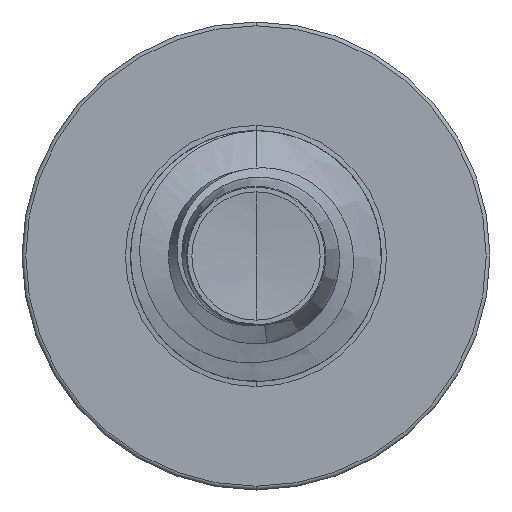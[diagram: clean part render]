
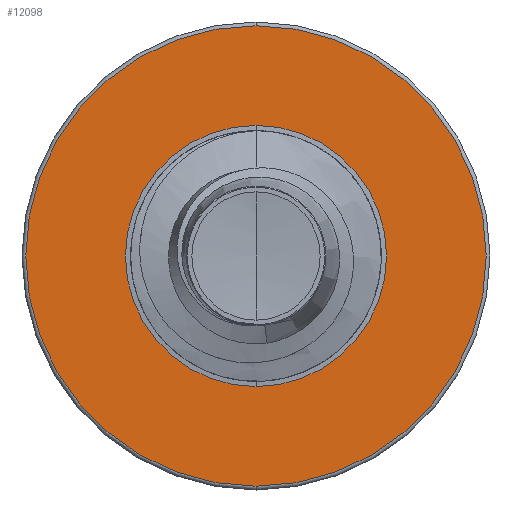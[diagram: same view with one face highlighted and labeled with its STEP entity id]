
A CAD part, front view. The second image highlights one B-rep face of the part: STEP entity #12098.
In plain terms, the highlighted planar face has unit normal (0, -1, 0).
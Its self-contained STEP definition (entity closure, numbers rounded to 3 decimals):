
#19 = EDGE_CURVE ( 'NONE', #12296, #7247, #8043, .T. ) ;
#149 = DIRECTION ( 'NONE',  ( 0., 1., 0. ) ) ;
#744 = EDGE_CURVE ( 'NONE', #13351, #11069, #6791, .T. ) ;
#963 = DIRECTION ( 'NONE',  ( 0., 1., 0. ) ) ;
#992 = AXIS2_PLACEMENT_3D ( 'NONE', #6277, #963, #6012 ) ;
#1246 = CARTESIAN_POINT ( 'NONE',  ( 0., 9., -2.755 ) ) ;
#1728 = CARTESIAN_POINT ( 'NONE',  ( 0., 9., 1.562 ) ) ;
#2406 = ORIENTED_EDGE ( 'NONE', *, *, #6799, .F. ) ;
#2859 = FACE_BOUND ( 'NONE', #9787, .T. ) ;
#2888 = AXIS2_PLACEMENT_3D ( 'NONE', #8033, #8032, #8016 ) ;
#3330 = FACE_OUTER_BOUND ( 'NONE', #11742, .T. ) ;
#5555 = DIRECTION ( 'NONE',  ( 0., 0., 1. ) ) ;
#5719 = CARTESIAN_POINT ( 'NONE',  ( 0., 9., 0. ) ) ;
#5879 = CARTESIAN_POINT ( 'NONE',  ( 0., 9., -1.562 ) ) ;
#6012 = DIRECTION ( 'NONE',  ( 0., 0., 1. ) ) ;
#6277 = CARTESIAN_POINT ( 'NONE',  ( 0., 9., 0. ) ) ;
#6625 = DIRECTION ( 'NONE',  ( 0., 1., 0. ) ) ;
#6791 = CIRCLE ( 'NONE', #992, 2.755 ) ;
#6799 = EDGE_CURVE ( 'NONE', #11069, #13351, #12972, .T. ) ;
#7082 = DIRECTION ( 'NONE',  ( 0., 0., 1. ) ) ;
#7238 = CARTESIAN_POINT ( 'NONE',  ( 0., 9., -1.562 ) ) ;
#7247 = VERTEX_POINT ( 'NONE', #5879 ) ;
#7990 = CARTESIAN_POINT ( 'NONE',  ( 0., 9., 0. ) ) ;
#8016 = DIRECTION ( 'NONE',  ( 0., 0., 1. ) ) ;
#8032 = DIRECTION ( 'NONE',  ( 0., 1., 0. ) ) ;
#8033 = CARTESIAN_POINT ( 'NONE',  ( 0., 9., 0. ) ) ;
#8043 = CIRCLE ( 'NONE', #8826, 1.562 ) ;
#8826 = AXIS2_PLACEMENT_3D ( 'NONE', #7990, #6625, #5555 ) ;
#9045 = CIRCLE ( 'NONE', #12632, 1.562 ) ;
#9787 = EDGE_LOOP ( 'NONE', ( #12061, #12079 ) ) ;
#9871 = DIRECTION ( 'NONE',  ( 0., 0., 1. ) ) ;
#10310 = CARTESIAN_POINT ( 'NONE',  ( 0., 9., 2.755 ) ) ;
#11069 = VERTEX_POINT ( 'NONE', #1246 ) ;
#11742 = EDGE_LOOP ( 'NONE', ( #14751, #2406 ) ) ;
#12061 = ORIENTED_EDGE ( 'NONE', *, *, #19, .T. ) ;
#12079 = ORIENTED_EDGE ( 'NONE', *, *, #15483, .T. ) ;
#12098 = ADVANCED_FACE ( 'NONE', ( #3330, #2859 ), #13260, .F. ) ;
#12296 = VERTEX_POINT ( 'NONE', #1728 ) ;
#12448 = AXIS2_PLACEMENT_3D ( 'NONE', #7238, #149, #9871 ) ;
#12632 = AXIS2_PLACEMENT_3D ( 'NONE', #5719, #13985, #7082 ) ;
#12972 = CIRCLE ( 'NONE', #2888, 2.755 ) ;
#13260 = PLANE ( 'NONE',  #12448 ) ;
#13351 = VERTEX_POINT ( 'NONE', #10310 ) ;
#13985 = DIRECTION ( 'NONE',  ( 0., 1., 0. ) ) ;
#14751 = ORIENTED_EDGE ( 'NONE', *, *, #744, .F. ) ;
#15483 = EDGE_CURVE ( 'NONE', #7247, #12296, #9045, .T. ) ;
